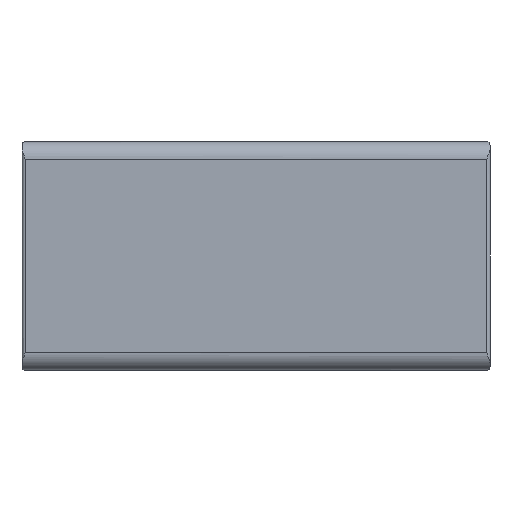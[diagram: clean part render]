
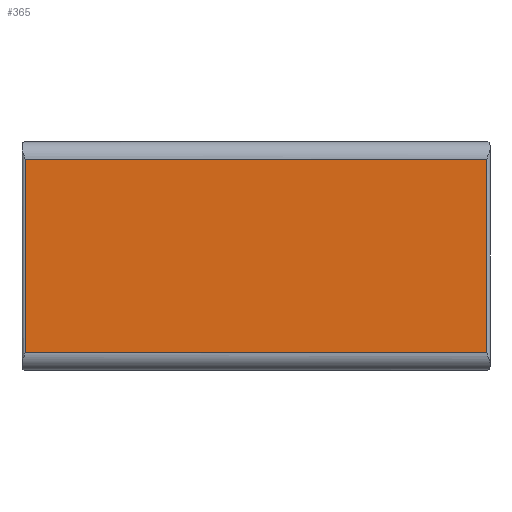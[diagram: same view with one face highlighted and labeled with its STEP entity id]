
A CAD part, front view. The second image highlights one B-rep face of the part: STEP entity #365.
In plain terms, the highlighted planar face has unit normal (0, -1, 0).
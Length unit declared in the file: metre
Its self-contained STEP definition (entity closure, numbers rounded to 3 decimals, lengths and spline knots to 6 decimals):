
#142 = FACE_OUTER_BOUND ( 'NONE', #2733, .T. ) ;
#178 = VERTEX_POINT ( 'NONE', #2758 ) ;
#207 = EDGE_CURVE ( 'NONE', #178, #890, #717, .T. ) ;
#285 = VECTOR ( 'NONE', #2424, 1. ) ;
#350 = CARTESIAN_POINT ( 'NONE',  ( -0.033244, -0.010604, 0.016497 ) ) ;
#365 = ADVANCED_FACE ( 'NONE', ( #142 ), #2135, .F. ) ;
#408 = VERTEX_POINT ( 'NONE', #1018 ) ;
#620 = ORIENTED_EDGE ( 'NONE', *, *, #2030, .T. ) ;
#630 = EDGE_CURVE ( 'NONE', #408, #890, #712, .T. ) ;
#712 = LINE ( 'NONE', #1861, #1079 ) ;
#717 = LINE ( 'NONE', #1626, #2552 ) ;
#890 = VERTEX_POINT ( 'NONE', #2684 ) ;
#966 = DIRECTION ( 'NONE',  ( 0., 0., -1. ) ) ;
#1014 = AXIS2_PLACEMENT_3D ( 'NONE', #350, #2594, #1270 ) ;
#1018 = CARTESIAN_POINT ( 'NONE',  ( -0.033244, -0.010604, -0.013957 ) ) ;
#1079 = VECTOR ( 'NONE', #2736, 1. ) ;
#1246 = DIRECTION ( 'NONE',  ( 0., 0., -1. ) ) ;
#1260 = CARTESIAN_POINT ( 'NONE',  ( -0.033244, -0.010604, 0.013957 ) ) ;
#1270 = DIRECTION ( 'NONE',  ( 1., 0., 0. ) ) ;
#1392 = VERTEX_POINT ( 'NONE', #2555 ) ;
#1566 = ORIENTED_EDGE ( 'NONE', *, *, #207, .F. ) ;
#1587 = VECTOR ( 'NONE', #1246, 1. ) ;
#1626 = CARTESIAN_POINT ( 'NONE',  ( 0.033244, -0.010604, 0.016497 ) ) ;
#1636 = EDGE_CURVE ( 'NONE', #178, #1392, #2185, .T. ) ;
#1722 = CARTESIAN_POINT ( 'NONE',  ( -0.033244, -0.010604, 0.016497 ) ) ;
#1740 = LINE ( 'NONE', #1722, #1587 ) ;
#1861 = CARTESIAN_POINT ( 'NONE',  ( 0.033244, -0.010604, -0.013957 ) ) ;
#1999 = ORIENTED_EDGE ( 'NONE', *, *, #1636, .T. ) ;
#2030 = EDGE_CURVE ( 'NONE', #1392, #408, #1740, .T. ) ;
#2135 = PLANE ( 'NONE',  #1014 ) ;
#2185 = LINE ( 'NONE', #1260, #285 ) ;
#2424 = DIRECTION ( 'NONE',  ( -1., 0., 0. ) ) ;
#2552 = VECTOR ( 'NONE', #966, 1. ) ;
#2555 = CARTESIAN_POINT ( 'NONE',  ( -0.033244, -0.010604, 0.013957 ) ) ;
#2594 = DIRECTION ( 'NONE',  ( 0., 1., 0. ) ) ;
#2684 = CARTESIAN_POINT ( 'NONE',  ( 0.033244, -0.010604, -0.013957 ) ) ;
#2733 = EDGE_LOOP ( 'NONE', ( #1566, #1999, #620, #2744 ) ) ;
#2736 = DIRECTION ( 'NONE',  ( 1., 0., 0. ) ) ;
#2744 = ORIENTED_EDGE ( 'NONE', *, *, #630, .T. ) ;
#2758 = CARTESIAN_POINT ( 'NONE',  ( 0.033244, -0.010604, 0.013957 ) ) ;
